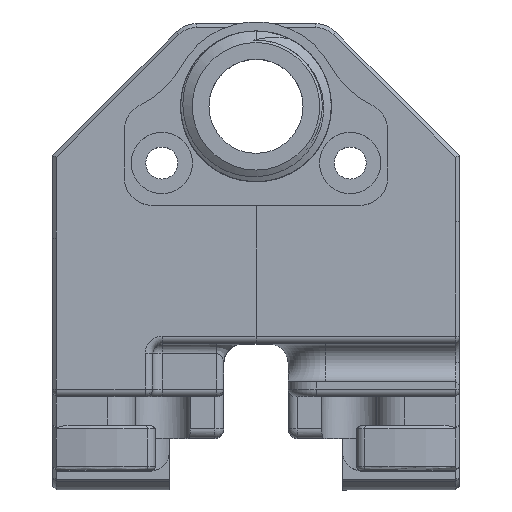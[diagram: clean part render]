
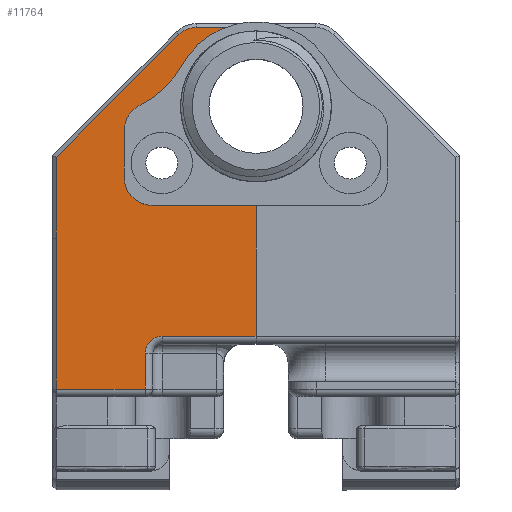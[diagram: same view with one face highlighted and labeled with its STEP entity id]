
A CAD part, top view. The second image highlights one B-rep face of the part: STEP entity #11764.
In plain terms, the highlighted planar face has unit normal (0, 0, 1).
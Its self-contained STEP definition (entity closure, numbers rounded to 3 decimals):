
#155=FACE_BOUND('',#3897,.T.);
#468=LINE('',#17607,#1679);
#498=LINE('',#17728,#1709);
#499=LINE('',#17732,#1710);
#500=LINE('',#17734,#1711);
#501=LINE('',#17738,#1712);
#502=LINE('',#17739,#1713);
#503=LINE('',#17740,#1714);
#504=LINE('',#17742,#1715);
#505=LINE('',#17745,#1716);
#1679=VECTOR('',#13919,1000.);
#1709=VECTOR('',#13985,1000.);
#1710=VECTOR('',#13988,1000.);
#1711=VECTOR('',#13989,1000.);
#1712=VECTOR('',#13992,1000.);
#1713=VECTOR('',#13993,1000.);
#1714=VECTOR('',#13994,1000.);
#1715=VECTOR('',#13995,1000.);
#1716=VECTOR('',#13998,1000.);
#2819=PLANE('',#12570);
#3224=FACE_OUTER_BOUND('',#3896,.T.);
#3896=EDGE_LOOP('',(#8395,#8396,#8397,#8398,#8399,#8400,#8401,#8402,#8403,
#8404,#8405,#8406));
#3897=EDGE_LOOP('',(#8407));
#4613=CIRCLE('',#12500,2.35);
#4646=CIRCLE('',#12571,6.6);
#4647=CIRCLE('',#12572,2.6);
#4648=CIRCLE('',#12573,1.8);
#5210=VERTEX_POINT('',#17359);
#5231=VERTEX_POINT('',#17408);
#5285=VERTEX_POINT('',#17601);
#5286=VERTEX_POINT('',#17605);
#5306=VERTEX_POINT('',#17726);
#5307=VERTEX_POINT('',#17727);
#5308=VERTEX_POINT('',#17729);
#5309=VERTEX_POINT('',#17731);
#5310=VERTEX_POINT('',#17733);
#5311=VERTEX_POINT('',#17735);
#5312=VERTEX_POINT('',#17737);
#5313=VERTEX_POINT('',#17741);
#5314=VERTEX_POINT('',#17743);
#6394=EDGE_CURVE('',#5231,#5231,#4613,.T.);
#6469=EDGE_CURVE('',#5285,#5286,#468,.T.);
#6505=EDGE_CURVE('',#5306,#5307,#498,.T.);
#6506=EDGE_CURVE('',#5306,#5308,#4646,.T.);
#6507=EDGE_CURVE('',#5308,#5309,#499,.T.);
#6508=EDGE_CURVE('',#5309,#5310,#500,.T.);
#6509=EDGE_CURVE('',#5310,#5311,#4647,.T.);
#6510=EDGE_CURVE('',#5311,#5312,#501,.T.);
#6511=EDGE_CURVE('',#5312,#5286,#502,.T.);
#6512=EDGE_CURVE('',#5210,#5285,#503,.T.);
#6513=EDGE_CURVE('',#5313,#5210,#504,.T.);
#6514=EDGE_CURVE('',#5314,#5313,#4648,.T.);
#6515=EDGE_CURVE('',#5307,#5314,#505,.T.);
#8395=ORIENTED_EDGE('',*,*,#6505,.F.);
#8396=ORIENTED_EDGE('',*,*,#6506,.T.);
#8397=ORIENTED_EDGE('',*,*,#6507,.T.);
#8398=ORIENTED_EDGE('',*,*,#6508,.T.);
#8399=ORIENTED_EDGE('',*,*,#6509,.T.);
#8400=ORIENTED_EDGE('',*,*,#6510,.T.);
#8401=ORIENTED_EDGE('',*,*,#6511,.T.);
#8402=ORIENTED_EDGE('',*,*,#6469,.F.);
#8403=ORIENTED_EDGE('',*,*,#6512,.F.);
#8404=ORIENTED_EDGE('',*,*,#6513,.F.);
#8405=ORIENTED_EDGE('',*,*,#6514,.F.);
#8406=ORIENTED_EDGE('',*,*,#6515,.F.);
#8407=ORIENTED_EDGE('',*,*,#6394,.F.);
#11764=ADVANCED_FACE('',(#3224,#155),#2819,.F.);
#12500=AXIS2_PLACEMENT_3D('',#17410,#13780,#13781);
#12570=AXIS2_PLACEMENT_3D('',#17725,#13983,#13984);
#12571=AXIS2_PLACEMENT_3D('',#17730,#13986,#13987);
#12572=AXIS2_PLACEMENT_3D('',#17736,#13990,#13991);
#12573=AXIS2_PLACEMENT_3D('',#17744,#13996,#13997);
#13780=DIRECTION('center_axis',(0.,0.,1.));
#13781=DIRECTION('ref_axis',(1.,0.,0.));
#13919=DIRECTION('',(-1.,0.,0.));
#13983=DIRECTION('center_axis',(0.,0.,
-1.));
#13984=DIRECTION('ref_axis',(-1.,0.,0.));
#13985=DIRECTION('',(1.,0.,0.));
#13986=DIRECTION('center_axis',(0.,0.,
-1.));
#13987=DIRECTION('ref_axis',(-1.,0.,0.));
#13988=DIRECTION('',(-1.,0.,0.));
#13989=DIRECTION('',(0.,-1.,0.));
#13990=DIRECTION('center_axis',(0.,0.,
1.));
#13991=DIRECTION('ref_axis',(-1.,0.,0.));
#13992=DIRECTION('',(0.707,-0.707,0.));
#13993=DIRECTION('',(1.,0.,0.));
#13994=DIRECTION('',(0.,-1.,0.));
#13995=DIRECTION('',(1.,0.,0.));
#13996=DIRECTION('center_axis',(0.,0.,
1.));
#13997=DIRECTION('ref_axis',(0.,-1.,0.));
#13998=DIRECTION('',(0.,-1.,0.));
#17359=CARTESIAN_POINT('',(-54.029,116.792,40.967));
#17408=CARTESIAN_POINT('',(-80.379,118.542,40.967));
#17410=CARTESIAN_POINT('Origin',(-78.029,118.542,40.967));
#17601=CARTESIAN_POINT('',(-54.029,107.342,40.967));
#17605=CARTESIAN_POINT('',(-70.062,107.342,40.967));
#17607=CARTESIAN_POINT('',(-51.029,107.342,40.967));
#17725=CARTESIAN_POINT('Origin',(-53.729,108.542,40.967));
#17726=CARTESIAN_POINT('',(-77.429,128.542,40.967));
#17727=CARTESIAN_POINT('',(-59.629,128.542,40.967));
#17728=CARTESIAN_POINT('',(-53.729,128.542,40.967));
#17729=CARTESIAN_POINT('',(-90.629,128.542,40.967));
#17730=CARTESIAN_POINT('Origin',(-84.029,128.542,40.967));
#17731=CARTESIAN_POINT('',(-92.429,128.542,40.967));
#17732=CARTESIAN_POINT('',(-92.829,128.542,40.967));
#17733=CARTESIAN_POINT('',(-92.429,122.185,40.967));
#17734=CARTESIAN_POINT('',(-92.429,122.185,40.967));
#17735=CARTESIAN_POINT('',(-91.668,120.346,40.967));
#17736=CARTESIAN_POINT('Origin',(-89.829,122.185,40.967));
#17737=CARTESIAN_POINT('',(-78.663,107.342,40.967));
#17738=CARTESIAN_POINT('',(-78.546,107.225,40.967));
#17739=CARTESIAN_POINT('',(-53.729,107.342,40.967));
#17740=CARTESIAN_POINT('',(-54.029,108.542,40.967));
#17741=CARTESIAN_POINT('',(-57.829,116.792,40.967));
#17742=CARTESIAN_POINT('',(-53.729,116.792,40.967));
#17743=CARTESIAN_POINT('',(-59.629,118.592,40.967));
#17744=CARTESIAN_POINT('Origin',(-57.829,118.592,40.967));
#17745=CARTESIAN_POINT('',(-59.629,108.542,40.967));
